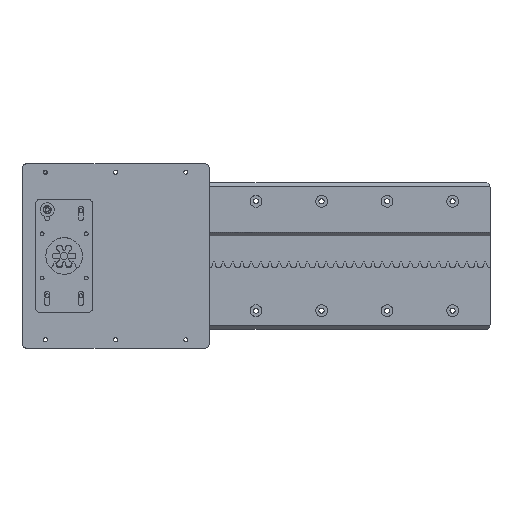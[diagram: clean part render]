
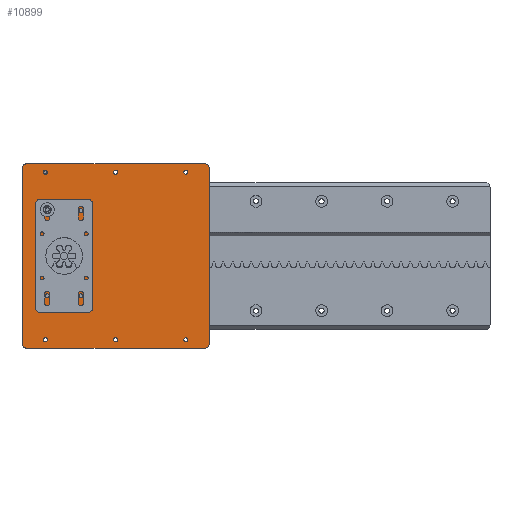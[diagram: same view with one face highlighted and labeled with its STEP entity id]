
A CAD part, top view. The second image highlights one B-rep face of the part: STEP entity #10899.
In plain terms, the highlighted planar face has unit normal (0, 0, 1).
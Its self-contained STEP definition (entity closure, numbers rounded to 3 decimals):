
#1422=FACE_BOUND('',#2817,.T.);
#1423=FACE_BOUND('',#2818,.T.);
#1424=FACE_BOUND('',#2819,.T.);
#1425=FACE_BOUND('',#2820,.T.);
#1426=FACE_BOUND('',#2821,.T.);
#1427=FACE_BOUND('',#2822,.T.);
#1428=FACE_BOUND('',#2823,.T.);
#1429=FACE_BOUND('',#2824,.T.);
#1430=FACE_BOUND('',#2825,.T.);
#1431=FACE_BOUND('',#2826,.T.);
#1432=FACE_BOUND('',#2827,.T.);
#1690=CIRCLE('',#11653,2.1);
#1692=CIRCLE('',#11656,2.1);
#1694=CIRCLE('',#11659,2.1);
#1696=CIRCLE('',#11662,2.1);
#1698=CIRCLE('',#11666,19.5);
#1700=CIRCLE('',#11670,19.5);
#1702=CIRCLE('',#11673,5.);
#1704=CIRCLE('',#11677,5.);
#1705=CIRCLE('',#11678,5.);
#1706=CIRCLE('',#11679,5.);
#1707=CIRCLE('',#11680,2.1);
#1708=CIRCLE('',#11681,2.1);
#1709=CIRCLE('',#11682,2.1);
#1710=CIRCLE('',#11683,2.1);
#1711=CIRCLE('',#11684,2.1);
#1712=CIRCLE('',#11685,2.1);
#2175=FACE_OUTER_BOUND('',#2816,.T.);
#2816=EDGE_LOOP('',(#9098,#9099,#9100,#9101,#9102,#9103,#9104,#9105));
#2817=EDGE_LOOP('',(#9106));
#2818=EDGE_LOOP('',(#9107));
#2819=EDGE_LOOP('',(#9108));
#2820=EDGE_LOOP('',(#9109));
#2821=EDGE_LOOP('',(#9110,#9111,#9112,#9113));
#2822=EDGE_LOOP('',(#9114));
#2823=EDGE_LOOP('',(#9115));
#2824=EDGE_LOOP('',(#9116));
#2825=EDGE_LOOP('',(#9117));
#2826=EDGE_LOOP('',(#9118));
#2827=EDGE_LOOP('',(#9119));
#3335=LINE('',#24327,#3868);
#3340=LINE('',#24341,#3873);
#3345=LINE('',#24359,#3878);
#3348=LINE('',#24365,#3881);
#3349=LINE('',#24369,#3882);
#3350=LINE('',#24373,#3883);
#3868=VECTOR('',#13073,10.);
#3873=VECTOR('',#13086,10.);
#3878=VECTOR('',#13105,10.);
#3881=VECTOR('',#13110,10.);
#3882=VECTOR('',#13113,10.);
#3883=VECTOR('',#13116,10.);
#4886=VERTEX_POINT('',#24301);
#4888=VERTEX_POINT('',#24307);
#4890=VERTEX_POINT('',#24313);
#4892=VERTEX_POINT('',#24319);
#4894=VERTEX_POINT('',#24325);
#4895=VERTEX_POINT('',#24326);
#4898=VERTEX_POINT('',#24334);
#4900=VERTEX_POINT('',#24340);
#4902=VERTEX_POINT('',#24349);
#4903=VERTEX_POINT('',#24350);
#4906=VERTEX_POINT('',#24358);
#4908=VERTEX_POINT('',#24364);
#4909=VERTEX_POINT('',#24366);
#4910=VERTEX_POINT('',#24368);
#4911=VERTEX_POINT('',#24370);
#4912=VERTEX_POINT('',#24372);
#4913=VERTEX_POINT('',#24375);
#4914=VERTEX_POINT('',#24377);
#4915=VERTEX_POINT('',#24379);
#4916=VERTEX_POINT('',#24381);
#4917=VERTEX_POINT('',#24383);
#4918=VERTEX_POINT('',#24385);
#6350=EDGE_CURVE('',#4886,#4886,#1690,.T.);
#6353=EDGE_CURVE('',#4888,#4888,#1692,.T.);
#6356=EDGE_CURVE('',#4890,#4890,#1694,.T.);
#6359=EDGE_CURVE('',#4892,#4892,#1696,.T.);
#6362=EDGE_CURVE('',#4894,#4895,#3335,.T.);
#6366=EDGE_CURVE('',#4898,#4894,#1698,.T.);
#6369=EDGE_CURVE('',#4900,#4898,#3340,.T.);
#6372=EDGE_CURVE('',#4895,#4900,#1700,.T.);
#6374=EDGE_CURVE('',#4902,#4903,#1702,.T.);
#6378=EDGE_CURVE('',#4903,#4906,#3345,.T.);
#6381=EDGE_CURVE('',#4902,#4908,#3348,.T.);
#6382=EDGE_CURVE('',#4909,#4908,#1704,.T.);
#6383=EDGE_CURVE('',#4909,#4910,#3349,.T.);
#6384=EDGE_CURVE('',#4911,#4910,#1705,.T.);
#6385=EDGE_CURVE('',#4912,#4911,#3350,.T.);
#6386=EDGE_CURVE('',#4906,#4912,#1706,.T.);
#6387=EDGE_CURVE('',#4913,#4913,#1707,.T.);
#6388=EDGE_CURVE('',#4914,#4914,#1708,.T.);
#6389=EDGE_CURVE('',#4915,#4915,#1709,.T.);
#6390=EDGE_CURVE('',#4916,#4916,#1710,.T.);
#6391=EDGE_CURVE('',#4917,#4917,#1711,.T.);
#6392=EDGE_CURVE('',#4918,#4918,#1712,.T.);
#9098=ORIENTED_EDGE('',*,*,#6374,.F.);
#9099=ORIENTED_EDGE('',*,*,#6381,.T.);
#9100=ORIENTED_EDGE('',*,*,#6382,.F.);
#9101=ORIENTED_EDGE('',*,*,#6383,.T.);
#9102=ORIENTED_EDGE('',*,*,#6384,.F.);
#9103=ORIENTED_EDGE('',*,*,#6385,.F.);
#9104=ORIENTED_EDGE('',*,*,#6386,.F.);
#9105=ORIENTED_EDGE('',*,*,#6378,.F.);
#9106=ORIENTED_EDGE('',*,*,#6350,.T.);
#9107=ORIENTED_EDGE('',*,*,#6353,.T.);
#9108=ORIENTED_EDGE('',*,*,#6356,.T.);
#9109=ORIENTED_EDGE('',*,*,#6359,.T.);
#9110=ORIENTED_EDGE('',*,*,#6362,.T.);
#9111=ORIENTED_EDGE('',*,*,#6372,.T.);
#9112=ORIENTED_EDGE('',*,*,#6369,.T.);
#9113=ORIENTED_EDGE('',*,*,#6366,.T.);
#9114=ORIENTED_EDGE('',*,*,#6387,.T.);
#9115=ORIENTED_EDGE('',*,*,#6388,.T.);
#9116=ORIENTED_EDGE('',*,*,#6389,.T.);
#9117=ORIENTED_EDGE('',*,*,#6390,.T.);
#9118=ORIENTED_EDGE('',*,*,#6391,.T.);
#9119=ORIENTED_EDGE('',*,*,#6392,.T.);
#10490=PLANE('',#11676);
#10899=ADVANCED_FACE('',(#2175,#1422,#1423,#1424,#1425,#1426,#1427,#1428,
#1429,#1430,#1431,#1432),#10490,.T.);
#11653=AXIS2_PLACEMENT_3D('',#24302,#13045,#13046);
#11656=AXIS2_PLACEMENT_3D('',#24308,#13052,#13053);
#11659=AXIS2_PLACEMENT_3D('',#24314,#13059,#13060);
#11662=AXIS2_PLACEMENT_3D('',#24320,#13066,#13067);
#11666=AXIS2_PLACEMENT_3D('',#24335,#13079,#13080);
#11670=AXIS2_PLACEMENT_3D('',#24346,#13091,#13092);
#11673=AXIS2_PLACEMENT_3D('',#24351,#13097,#13098);
#11676=AXIS2_PLACEMENT_3D('',#24363,#13108,#13109);
#11677=AXIS2_PLACEMENT_3D('',#24367,#13111,#13112);
#11678=AXIS2_PLACEMENT_3D('',#24371,#13114,#13115);
#11679=AXIS2_PLACEMENT_3D('',#24374,#13117,#13118);
#11680=AXIS2_PLACEMENT_3D('',#24376,#13119,#13120);
#11681=AXIS2_PLACEMENT_3D('',#24378,#13121,#13122);
#11682=AXIS2_PLACEMENT_3D('',#24380,#13123,#13124);
#11683=AXIS2_PLACEMENT_3D('',#24382,#13125,#13126);
#11684=AXIS2_PLACEMENT_3D('',#24384,#13127,#13128);
#11685=AXIS2_PLACEMENT_3D('',#24386,#13129,#13130);
#13045=DIRECTION('center_axis',(0.,0.,-1.));
#13046=DIRECTION('ref_axis',(0.,1.,0.));
#13052=DIRECTION('center_axis',(0.,0.,-1.));
#13053=DIRECTION('ref_axis',(0.,1.,0.));
#13059=DIRECTION('center_axis',(0.,0.,-1.));
#13060=DIRECTION('ref_axis',(0.,1.,0.));
#13066=DIRECTION('center_axis',(0.,0.,-1.));
#13067=DIRECTION('ref_axis',(0.,1.,0.));
#13073=DIRECTION('',(0.,-1.,0.));
#13079=DIRECTION('center_axis',(0.,0.,-1.));
#13080=DIRECTION('ref_axis',(1.,0.,0.));
#13086=DIRECTION('',(0.,1.,0.));
#13091=DIRECTION('center_axis',(0.,0.,-1.));
#13092=DIRECTION('ref_axis',(-1.,0.,0.));
#13097=DIRECTION('center_axis',(0.,0.,-1.));
#13098=DIRECTION('ref_axis',(-0.707,0.707,0.));
#13105=DIRECTION('',(1.,0.,0.));
#13108=DIRECTION('center_axis',(0.,0.,1.));
#13109=DIRECTION('ref_axis',(0.,-1.,0.));
#13110=DIRECTION('',(0.,-1.,0.));
#13111=DIRECTION('center_axis',(0.,0.,-1.));
#13112=DIRECTION('ref_axis',(-0.707,-0.707,0.));
#13113=DIRECTION('',(1.,0.,0.));
#13114=DIRECTION('center_axis',(0.,0.,-1.));
#13115=DIRECTION('ref_axis',(0.707,-0.707,0.));
#13116=DIRECTION('',(0.,-1.,0.));
#13117=DIRECTION('center_axis',(0.,0.,-1.));
#13118=DIRECTION('ref_axis',(0.707,0.707,0.));
#13119=DIRECTION('center_axis',(0.,0.,-1.));
#13120=DIRECTION('ref_axis',(-1.,0.,0.));
#13121=DIRECTION('center_axis',(0.,0.,-1.));
#13122=DIRECTION('ref_axis',(-1.,0.,0.));
#13123=DIRECTION('center_axis',(0.,0.,-1.));
#13124=DIRECTION('ref_axis',(-1.,0.,0.));
#13125=DIRECTION('center_axis',(0.,0.,-1.));
#13126=DIRECTION('ref_axis',(-1.,0.,0.));
#13127=DIRECTION('center_axis',(0.,0.,-1.));
#13128=DIRECTION('ref_axis',(-1.,0.,0.));
#13129=DIRECTION('center_axis',(0.,0.,-1.));
#13130=DIRECTION('ref_axis',(-1.,0.,0.));
#24301=CARTESIAN_POINT('',(27.,-44.6,10.));
#24302=CARTESIAN_POINT('Origin',(27.,-42.5,10.));
#24307=CARTESIAN_POINT('',(27.,46.4,10.));
#24308=CARTESIAN_POINT('Origin',(27.,48.5,10.));
#24313=CARTESIAN_POINT('',(63.,-44.6,10.));
#24314=CARTESIAN_POINT('Origin',(63.,-42.5,10.));
#24319=CARTESIAN_POINT('',(63.,46.4,10.));
#24320=CARTESIAN_POINT('Origin',(63.,48.5,10.));
#24325=CARTESIAN_POINT('',(64.5,6.687,10.));
#24326=CARTESIAN_POINT('',(64.5,-2.,10.));
#24327=CARTESIAN_POINT('',(64.5,52.593,10.));
#24334=CARTESIAN_POINT('',(25.5,6.687,10.));
#24335=CARTESIAN_POINT('Origin',(45.,6.687,10.));
#24340=CARTESIAN_POINT('',(25.5,-2.,10.));
#24341=CARTESIAN_POINT('',(25.5,48.25,10.));
#24346=CARTESIAN_POINT('Origin',(45.,-2.,10.));
#24349=CARTESIAN_POINT('',(0.,93.5,10.));
#24350=CARTESIAN_POINT('',(5.,98.5,10.));
#24351=CARTESIAN_POINT('Origin',(5.,93.5,10.));
#24358=CARTESIAN_POINT('',(195.,98.5,10.));
#24359=CARTESIAN_POINT('',(0.,98.5,10.));
#24363=CARTESIAN_POINT('Origin',(0.,98.5,10.));
#24364=CARTESIAN_POINT('',(0.,-93.5,10.));
#24365=CARTESIAN_POINT('',(0.,98.5,10.));
#24366=CARTESIAN_POINT('',(5.,-98.5,10.));
#24367=CARTESIAN_POINT('Origin',(5.,-93.5,10.));
#24368=CARTESIAN_POINT('',(195.,-98.5,10.));
#24369=CARTESIAN_POINT('',(0.,-98.5,10.));
#24370=CARTESIAN_POINT('',(200.,-93.5,10.));
#24371=CARTESIAN_POINT('Origin',(195.,-93.5,10.));
#24372=CARTESIAN_POINT('',(200.,93.5,10.));
#24373=CARTESIAN_POINT('',(200.,98.5,10.));
#24374=CARTESIAN_POINT('Origin',(195.,93.5,10.));
#24375=CARTESIAN_POINT('',(27.1,-89.5,10.));
#24376=CARTESIAN_POINT('Origin',(25.,-89.5,10.));
#24377=CARTESIAN_POINT('',(102.1,-89.5,10.));
#24378=CARTESIAN_POINT('Origin',(100.,-89.5,10.));
#24379=CARTESIAN_POINT('',(177.1,-89.5,10.));
#24380=CARTESIAN_POINT('Origin',(175.,-89.5,10.));
#24381=CARTESIAN_POINT('',(27.1,89.5,10.));
#24382=CARTESIAN_POINT('Origin',(25.,89.5,10.));
#24383=CARTESIAN_POINT('',(102.1,89.5,10.));
#24384=CARTESIAN_POINT('Origin',(100.,89.5,10.));
#24385=CARTESIAN_POINT('',(177.1,89.5,10.));
#24386=CARTESIAN_POINT('Origin',(175.,89.5,10.));
